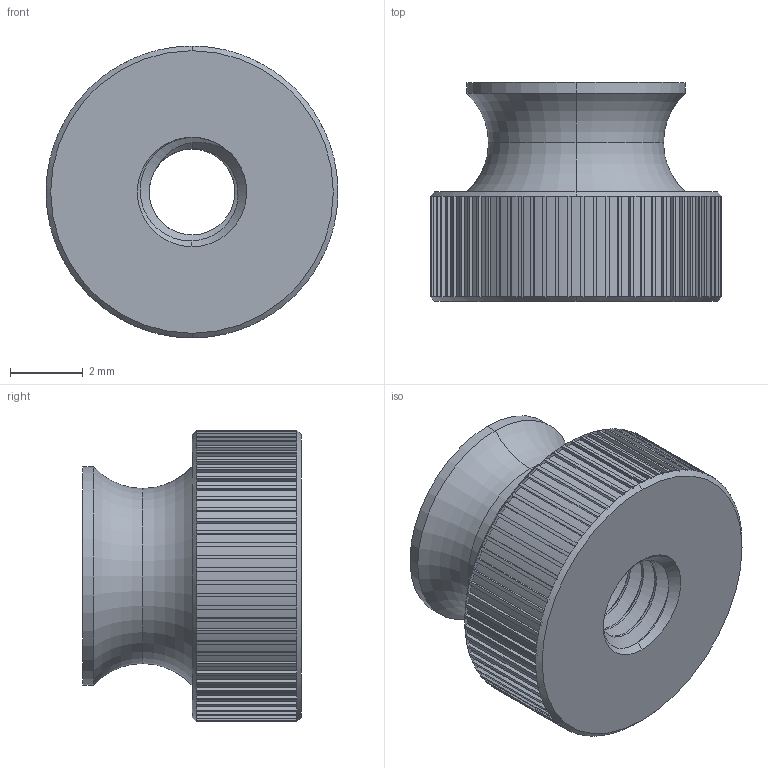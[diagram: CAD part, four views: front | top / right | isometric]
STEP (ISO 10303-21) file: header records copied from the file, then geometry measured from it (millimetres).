
FILE_DESCRIPTION (( 'STEP AP214' ), '1' );
FILE_NAME ('M3 ThumbScrew.STEP', '2015-10-20T11:25:42', ( '' ), ( '' ), 'SwSTEP 2.0', 'SolidWorks 2015', '' );
FILE_SCHEMA (( 'AUTOMOTIVE_DESIGN' ));
Length unit declared in the file: millimetre
Products named in the file (1): M3 ThumbScrew
Bounding box: 8 x 6 x 8 mm (x, y, z)
Volume: 176.5 mm3; surface area: 344.6 mm2
Topology: 1 solids, 1 shells, 501 faces, 1196 edges, 698 vertices
Faces by surface type: plane 291, cylinder 194, cone 10, torus 4, bspline 2
Entity records: 15558 total; most frequent: CARTESIAN_POINT 3973, DIRECTION 2556, ORIENTED_EDGE 2392, EDGE_CURVE 1196, AXIS2_PLACEMENT_3D 962, VERTEX_POINT 698, VECTOR 632, LINE 632
